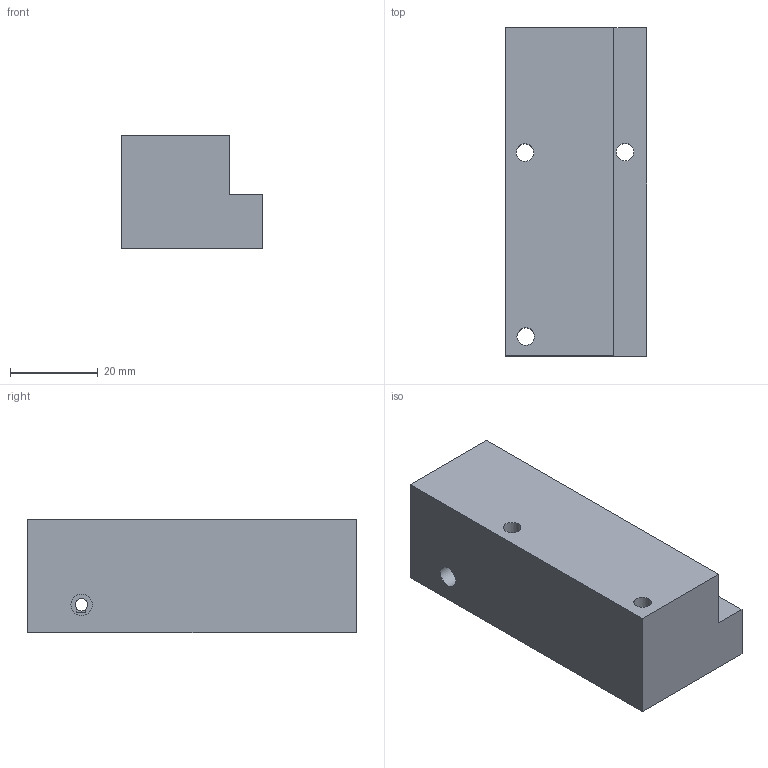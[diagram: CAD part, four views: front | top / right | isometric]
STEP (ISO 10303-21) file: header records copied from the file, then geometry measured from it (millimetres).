
FILE_DESCRIPTION(/* description */ ('STEP AP242','CAx-IF Rec.Pracs.---Representation and Presentation of Product Manufacturing Information (PMI)---4.0---2014-10-13','CAx-IF Rec.Pracs.---3D Tessellated Geometry---0.4---2014-09-14','2;1'),/* implementation_level */ '2;1');
FILE_NAME(/* name */ '6856c93062952968696eee2c',/* time_stamp */ '2025-06-21T15:01:05Z',/* author */ (''),/* organization */ (''),/* preprocessor_version */ 'ST-DEVELOPER v20',/* originating_system */ 'ONSHAPE BY PTC INC, 1.199',/* authorisation */ ' ');
FILE_SCHEMA (('AP242_MANAGED_MODEL_BASED_3D_ENGINEERING_MIM_LF { 1 0 10303 442 1 1 4 }'));
Length unit declared in the file: metre
Products named in the file (3): Part 2; Part 3; Part 4
Bounding box: 32.25 x 74.87 x 26 mm (x, y, z)
Volume: 40094.4 mm3; surface area: 14198.2 mm2
Topology: 3 solids, 3 shells, 102 faces, 289 edges, 193 vertices
Faces by surface type: plane 81, cylinder 18, cone 3
Full cylindrical faces by diameter (mm): 2 x4, 2.838 x2, 4 x4, 4.9 x1, 4.903 x1, 6.356 x1, 7.005 x1, 7.039 x1
Entity records: 3208 total; most frequent: CARTESIAN_POINT 578, ORIENTED_EDGE 510, DIRECTION 499, EDGE_CURVE 255, LINE 211, VECTOR 211, VERTEX_POINT 180, FACE_BOUND 147
